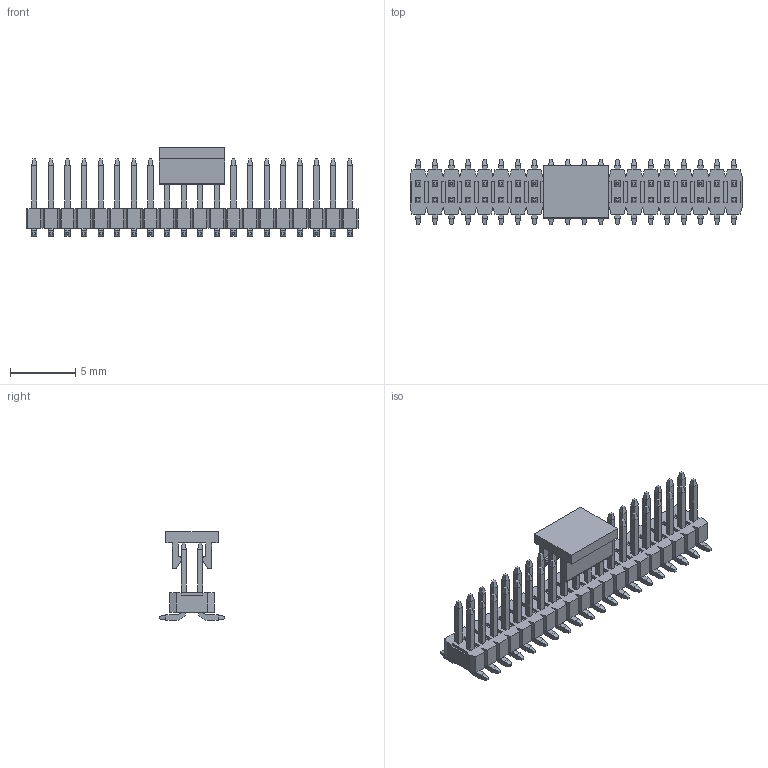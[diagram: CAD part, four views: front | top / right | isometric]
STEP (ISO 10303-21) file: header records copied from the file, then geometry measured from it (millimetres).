
FILE_DESCRIPTION(/* description */ ('Unknown'),/* implementation_level */ '2;1');
FILE_NAME(/* name */ '62134021021',/* time_stamp */ '2017-03-28T11:26:27+02:00',/* author */ ('Unknown'),/* organization */ ('Unknown'),/* preprocessor_version */ 'ST-DEVELOPER v16.7',/* originating_system */ 'DEX',/* authorisation */ $);
FILE_SCHEMA (('AUTOMOTIVE_DESIGN {1 0 10303 214 3 1 1}'));
Length unit declared in the file: millimetre
Products named in the file (4): 6213xx21021; 621x4021021_Housing; 6210xx21021_PIN; 6213xx21021_Cap
Assembly tree (42 placements, depth 2):
  6213xx21021
    621x4021021_Housing
    6210xx21021_PIN  x40
    6213xx21021_Cap
Bounding box: 25.4 x 5 x 6.76 mm (x, y, z)
Volume: 184.6 mm3; surface area: 948.9 mm2
Topology: 42 solids, 42 shells, 1135 faces, 2776 edges, 1744 vertices
Faces by surface type: plane 1045, cylinder 90
Entity records: 14245 total; most frequent: CARTESIAN_POINT 2500, ORIENTED_EDGE 2432, DIRECTION 2192, EDGE_CURVE 1216, LINE 1192, VECTOR 1192, VERTEX_POINT 808, EDGE_LOOP 532
